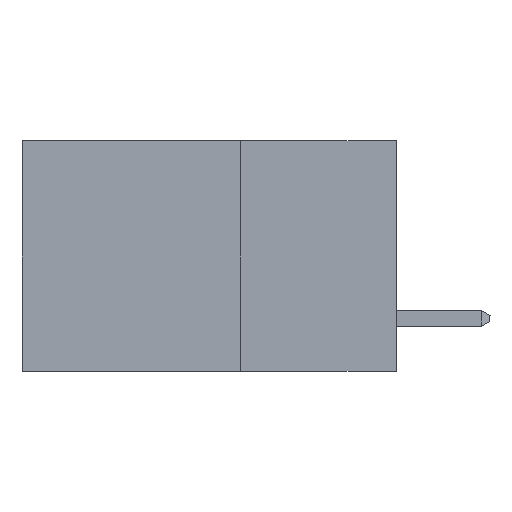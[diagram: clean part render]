
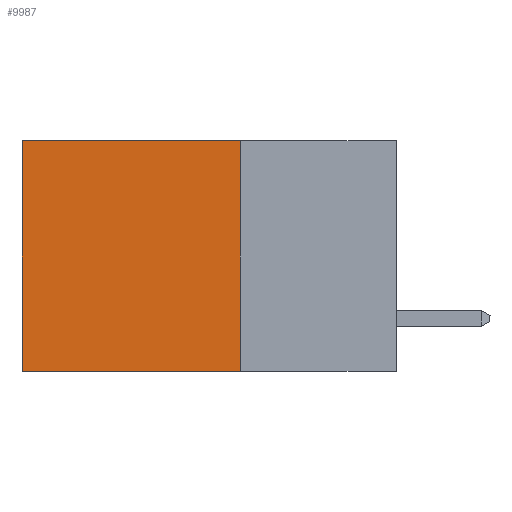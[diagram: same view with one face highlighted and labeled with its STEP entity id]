
A CAD part, left-side view. The second image highlights one B-rep face of the part: STEP entity #9987.
In plain terms, the highlighted planar face has unit normal (-1, 0, 0).
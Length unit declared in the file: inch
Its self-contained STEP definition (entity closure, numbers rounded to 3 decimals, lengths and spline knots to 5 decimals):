
#400 = VECTOR ( 'NONE', #527, 39.37008 ) ;
#527 = DIRECTION ( 'NONE',  ( 0., 0., -1. ) ) ;
#2135 = DIRECTION ( 'NONE',  ( 0., 0., -1. ) ) ;
#2182 = CARTESIAN_POINT ( 'NONE',  ( 0.2615, 0.25, -0.37 ) ) ;
#2464 = VERTEX_POINT ( 'NONE', #5523 ) ;
#2476 = CARTESIAN_POINT ( 'NONE',  ( 0.2615, 0.25, 0. ) ) ;
#2670 = ORIENTED_EDGE ( 'NONE', *, *, #8137, .F. ) ;
#2922 = VECTOR ( 'NONE', #8764, 39.37008 ) ;
#3379 = PLANE ( 'NONE',  #5972 ) ;
#3807 = EDGE_CURVE ( 'NONE', #5860, #4859, #7019, .T. ) ;
#4169 = DIRECTION ( 'NONE',  ( 1., 0., 0. ) ) ;
#4251 = CARTESIAN_POINT ( 'NONE',  ( 0.2615, 0.25, -0.37 ) ) ;
#4859 = VERTEX_POINT ( 'NONE', #9990 ) ;
#4988 = EDGE_LOOP ( 'NONE', ( #8959, #8420, #2670, #6877 ) ) ;
#5523 = CARTESIAN_POINT ( 'NONE',  ( 0.2615, 0.25, 0. ) ) ;
#5860 = VERTEX_POINT ( 'NONE', #2182 ) ;
#5972 = AXIS2_PLACEMENT_3D ( 'NONE', #8679, #4169, #9416 ) ;
#6049 = CARTESIAN_POINT ( 'NONE',  ( 0.2615, 0.25, -0.37 ) ) ;
#6590 = VECTOR ( 'NONE', #2135, 39.37008 ) ;
#6608 = LINE ( 'NONE', #2476, #8839 ) ;
#6806 = CARTESIAN_POINT ( 'NONE',  ( 0.2615, 0.6, -0.37 ) ) ;
#6824 = LINE ( 'NONE', #6049, #6590 ) ;
#6877 = ORIENTED_EDGE ( 'NONE', *, *, #7297, .T. ) ;
#7019 = LINE ( 'NONE', #4251, #2922 ) ;
#7297 = EDGE_CURVE ( 'NONE', #2464, #8843, #6608, .T. ) ;
#7375 = FACE_OUTER_BOUND ( 'NONE', #4988, .T. ) ;
#8137 = EDGE_CURVE ( 'NONE', #2464, #5860, #6824, .T. ) ;
#8420 = ORIENTED_EDGE ( 'NONE', *, *, #3807, .F. ) ;
#8621 = DIRECTION ( 'NONE',  ( 0., 1., 0. ) ) ;
#8679 = CARTESIAN_POINT ( 'NONE',  ( 0.2615, 0.25, -0.37 ) ) ;
#8764 = DIRECTION ( 'NONE',  ( 0., 1., 0. ) ) ;
#8839 = VECTOR ( 'NONE', #8621, 39.37008 ) ;
#8843 = VERTEX_POINT ( 'NONE', #9183 ) ;
#8959 = ORIENTED_EDGE ( 'NONE', *, *, #9611, .T. ) ;
#9135 = LINE ( 'NONE', #6806, #400 ) ;
#9183 = CARTESIAN_POINT ( 'NONE',  ( 0.2615, 0.6, 0. ) ) ;
#9416 = DIRECTION ( 'NONE',  ( 0., 0., -1. ) ) ;
#9611 = EDGE_CURVE ( 'NONE', #8843, #4859, #9135, .T. ) ;
#9987 = ADVANCED_FACE ( 'NONE', ( #7375 ), #3379, .F. ) ;
#9990 = CARTESIAN_POINT ( 'NONE',  ( 0.2615, 0.6, -0.37 ) ) ;
